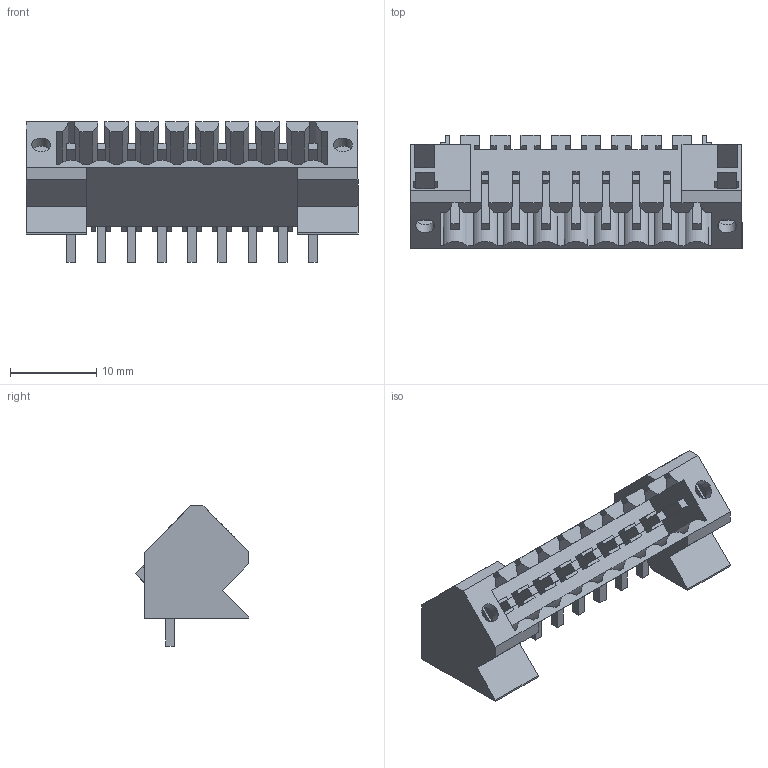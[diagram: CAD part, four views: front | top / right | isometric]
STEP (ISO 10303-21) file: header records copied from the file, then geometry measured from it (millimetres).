
FILE_DESCRIPTION(('CATIA V5 STEP Exchange','CAx-IF Rec.Pracs.--- Model Styling and Organization---1.2---2011-12-15'),'2;1');
FILE_NAME ('D1446367_0_1003580000_1003580000.stp','2018-03-23T12:27:48+00:00',('none'),('Weidmueller'),'CATIA Version 5-6 Release 2014','CATIA V5 STEP AP214','none');
FILE_SCHEMA(('AUTOMOTIVE_DESIGN { 1 0 10303 214 1 1 1 1 }'));
Length unit declared in the file: millimetre
Products named in the file (1): 1003580000
Bounding box: 38.45 x 13.15 x 16.23 mm (x, y, z)
Volume: 1806.3 mm3; surface area: 4202.4 mm2
Topology: 10 solids, 10 shells, 548 faces, 1637 edges, 1112 vertices
Faces by surface type: plane 535, cylinder 13
Entity records: 16885 total; most frequent: ORIENTED_EDGE 3274, CARTESIAN_POINT 3066, DIRECTION 2189, EDGE_CURVE 1637, VECTOR 1607, LINE 1607, VERTEX_POINT 1112, EDGE_LOOP 585
